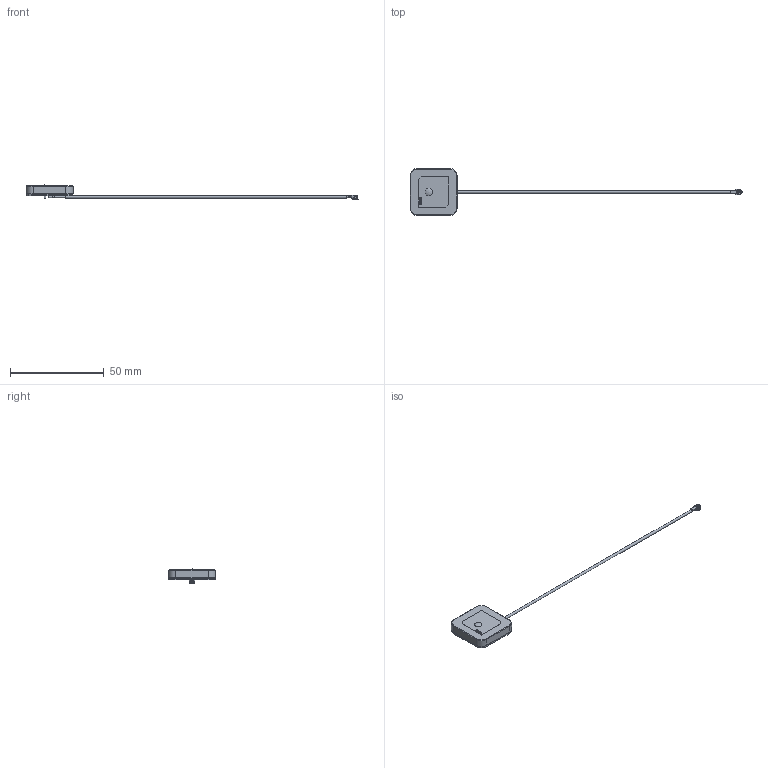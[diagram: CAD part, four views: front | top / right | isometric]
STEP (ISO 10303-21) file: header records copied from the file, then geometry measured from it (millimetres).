
FILE_DESCRIPTION(/* description */ ('STEP AP214'),/* implementation_level */ '2;1');
FILE_NAME(/* name */ 'WPC_25A.step',<<<<<<< Updated upstream/* time_stamp */ '2025-04-07T01:31:11-07:00',=======/* time_stamp */ '2025-04-07T01:02:48-07:00',>>>>>>> Stashed changes/* author */ (''),/* organization */ (''),/* preprocessor_version */ 'ST-DEVELOPER v20.1',/* originating_system */ 'Autodesk Translation Framework v14.4.0.0',/* authorisation */ '');
FILE_SCHEMA (('AUTOMOTIVE_DESIGN { 1 0 10303 214 3 1 1 }'));
Length unit declared in the file: millimetre
Products named in the file (5): WPC.25A.07.0150C_web; 001517C100000A WLP.2450.25.4 Patch; 100211I010011A_WPC.25A PCB; 300115C010000A_1.37 Gray Cable; 204511G000000A_IPEX MHFHT. 1.37
Assembly tree (4 placements, depth 2):
  WPC.25A.07.0150C_web
    001517C100000A WLP.2450.25.4 Patch
    100211I010011A_WPC.25A PCB
    300115C010000A_1.37 Gray Cable
    204511G000000A_IPEX MHFHT. 1.37
Bounding box: 177.05 x 25.1 x 7.69 mm (x, y, z)
Volume: 3496.6 mm3; surface area: 3685.1 mm2
Topology: 4 solids, 4 shells, 466 faces, 1646 edges, 1262 vertices
Faces by surface type: plane 274, cylinder 86, bspline 86, torus 10, cone 9, sphere 1
Full cylindrical faces by diameter (mm): 0.6 x1, 0.7 x2, 0.9 x2, 1 x1, 1.37 x1, 1.7 x1, 2 x1, 2.4 x1, 2.5 x1, 3 x1, 3.32 x1
Entity records: 23565 total; most frequent: CARTESIAN_POINT 9469, ORIENTED_EDGE 3292, DIRECTION 2216, EDGE_CURVE 1646, VERTEX_POINT 1262, LINE 984, VECTOR 984, AXIS2_PLACEMENT_3D 616
